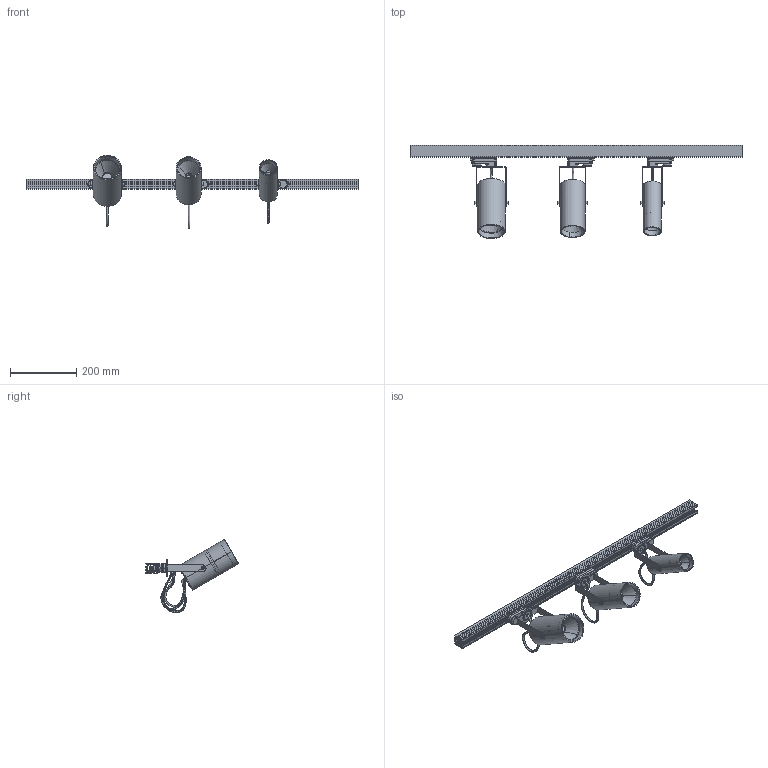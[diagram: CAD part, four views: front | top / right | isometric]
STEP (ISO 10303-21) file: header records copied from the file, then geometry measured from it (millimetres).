
FILE_DESCRIPTION (( 'STEP AP203' ), '1' );
FILE_NAME ('òðåê tr4+.STEP', '2023-07-25T07:32:15', ( '' ), ( '' ), 'SwSTEP 2.0', 'SolidWorks 2018', '' );
FILE_SCHEMA (( 'CONFIG_CONTROL_DESIGN' ));
Length unit declared in the file: millimetre
Products named in the file (43): 扰鍙欙樥蕻 TUBE D55 D75_D55; socket button head screw_iso_ISO 7380 - M3 x 6 - 6N; 扰鍙欙樥蕻 TUBE D55 D75_D85; socket head cap screw_iso_ISO 4762 M6 x 12 - 12N; Êîðïóñ-òðóáà D85_D85 CHINA; Lens_D55; socket button head screw_iso_ISO 7380 - M3 x 8 - 8N; 冓嚭樘瘔蠈錪_D80; lam; Radiator for TUBE D85_2; Reflector holder TUBE D75_D72-D75; bus2; bus_12; socket head cap screw_iso_ISO 4762 M6 x 10 - 10N; led lm002 a40901203aa 510d20020102; Radiator TUBE D75_from the rod; 砎鍒鍱^Focus_clip_Tube D85_assambly; 襝樏 tr4+; ewfd; 忺摎錪^FOCUS_clip_TUBE_D75 ASSEMBLY; Reflector holder TUBE D55_D52-D55; TUBE D75_160 D75 Cone turning; Êðûøêà75; Çàäíÿÿ êðûøêà ÷èñòàÿ_D55; bus_5; Radiator TUBE D55_standart; 扰鍙欙樥蕻 TUBE D55 D75_D75; Focus_clip_Tube D85_assambly_D85; FOCUS_clip_TUBE D55 ASSEMBLY_SPOT; track_1; _朽耨彖忄蝈朦_D75 (23_38_10_｀牑); tube d55 v2-1 (endcup); TUBE D55_160_D55_solid turning; bus1; tr4_adapter+24323; socket head cap screw_din_DIN 912 M6 x 12 --- 12N; LED holder LM002 d1919-17; track_tr4; FOCUS_clip_TUBE_D75 ASSEMBLY_SPOT; Reflector_D55 ...
Assembly tree (56 placements, depth 4):
  襝樏 tr4+
    track_tr4
      ewfd
        track_1
        lam
        bus1
        bus2
        bus_12
        bus4
        bus_5
    Focus_clip_Tube D85_assambly_D85
      Êîðïóñ-òðóáà D85_D85 CHINA
      Çàäíÿÿ êðûøêà ÷èñòàÿ_D55
      D85 Reflector holder (ring)_30-40W
      冓嚭樘瘔蠈錪_D80
      Radiator for TUBE D85_2
      扰鍙欙樥蕻 TUBE D55 D75_D85
      socket head cap screw_din_DIN 912 M6 x 12 --- 12N  x2
      砎鍒鍱^Focus_clip_Tube D85_assambly
      socket button head screw_iso_ISO 7380 - M3 x 6 - 6N  x4
      tr4_adapter+24323
    FOCUS_clip_TUBE_D75 ASSEMBLY_SPOT
      TUBE D75_160 D75 Cone turning
      Reflector holder TUBE D75_D72-D75
      _朽耨彖忄蝈朦_D75 (23_38_10_｀牑)
      Radiator TUBE D75_from the rod
      LED holder LM002 d1919-17
      Êðûøêà75
      socket button head screw_iso_ISO 7380 - M3 x 8 - 8N  x4
      扰鍙欙樥蕻 TUBE D55 D75_D75
      socket head cap screw_iso_ISO 4762 M6 x 12 - 12N  x2
      忺摎錪^FOCUS_clip_TUBE_D75 ASSEMBLY
      tr4_adapter+24323
    FOCUS_clip_TUBE D55 ASSEMBLY_SPOT
      TUBE D55_160_D55_solid turning
      Lens_D55
      Reflector_D55
      led lm002 a40901203aa 510d20020102
      Reflector holder TUBE D55_D52-D55
      Radiator TUBE D55_standart
      tube d55 v2-1 (endcup)
      socket button head screw_iso_ISO 7380 - M3 x 8 - 8N  x3
      扰鍙欙樥蕻 TUBE D55 D75_D55
      忺摎錪^FOCUS_clip_TUBE D55 ASSEMBLY
      socket head cap screw_iso_ISO 4762 M6 x 10 - 10N  x2
      tr4_adapter+24323
Bounding box: 1000 x 280.32 x 220.83 mm (x, y, z)
Volume: 909165.6 mm3; surface area: 894878.5 mm2
Topology: 66 solids, 76 shells, 3637 faces, 9073 edges, 5603 vertices
Faces by surface type: plane 3110, cylinder 333, cone 104, torus 48, sphere 22, bspline 20
Entity records: 60782 total; most frequent: CARTESIAN_POINT 13940, ORIENTED_EDGE 8698, DIRECTION 8477, EDGE_CURVE 4369, LINE 3513, VECTOR 3513, VERTEX_POINT 2761, AXIS2_PLACEMENT_3D 2482
